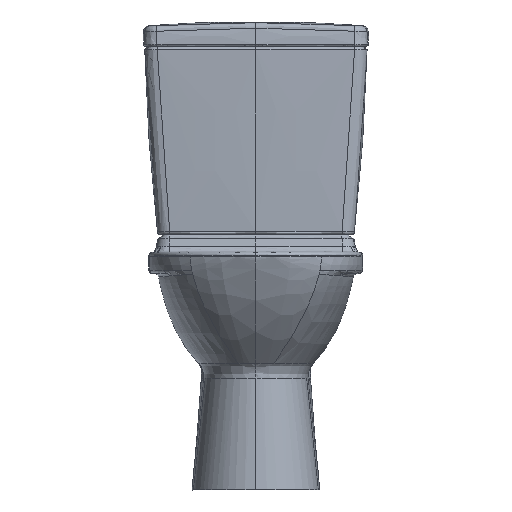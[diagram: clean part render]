
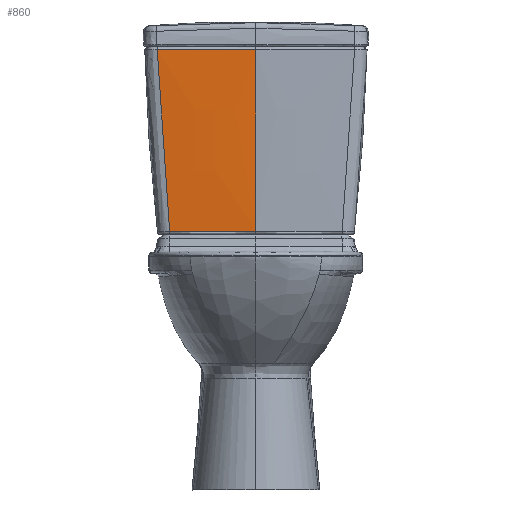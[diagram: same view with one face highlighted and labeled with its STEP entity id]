
A CAD part, front view. The second image highlights one B-rep face of the part: STEP entity #860.
In plain terms, the highlighted free-form (B-spline) face has degree [3, 3] with [4, 7] control points.
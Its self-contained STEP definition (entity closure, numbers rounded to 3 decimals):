
#239=B_SPLINE_SURFACE_WITH_KNOTS('',3,3,((#7733,#7734,#7735,#7736,#7737,
#7738,#7739),(#7740,#7741,#7742,#7743,#7744,#7745,#7746),(#7747,#7748,#7749,
#7750,#7751,#7752,#7753),(#7754,#7755,#7756,#7757,#7758,#7759,#7760)),
 .UNSPECIFIED.,.F.,.F.,.F.,(4,4),(4,1,1,1,4),(0.,1.),(0.,0.172,
0.343,0.515,1.),.UNSPECIFIED.);
#470=FACE_OUTER_BOUND('',#1297,.T.);
#860=ADVANCED_FACE('',(#470),#239,.T.);
#1297=EDGE_LOOP('',(#1899,#1900,#1901,#1902));
#1719=(
BOUNDED_CURVE()
B_SPLINE_CURVE(3,(#7487,#7488,#7489,#7490,#7491,#7492),.UNSPECIFIED.,.F.,
 .F.)
B_SPLINE_CURVE_WITH_KNOTS((4,2,4),(0.,0.5,1.),.UNSPECIFIED.)
CURVE()
GEOMETRIC_REPRESENTATION_ITEM()
RATIONAL_B_SPLINE_CURVE((1.,1.,1.,
1.,1.,1.))
REPRESENTATION_ITEM('')
);
#1899=ORIENTED_EDGE('',*,*,#4429,.T.);
#1900=ORIENTED_EDGE('',*,*,#4421,.F.);
#1901=ORIENTED_EDGE('',*,*,#4430,.T.);
#1902=ORIENTED_EDGE('',*,*,#4402,.F.);
#3807=VERTEX_POINT('',#6660);
#3811=VERTEX_POINT('',#6866);
#3822=VERTEX_POINT('',#7484);
#3823=VERTEX_POINT('',#7486);
#4402=EDGE_CURVE('',#3807,#3811,#5377,.T.);
#4421=EDGE_CURVE('',#3823,#3822,#1719,.T.);
#4429=EDGE_CURVE('',#3807,#3822,#5393,.T.);
#4430=EDGE_CURVE('',#3823,#3811,#5394,.T.);
#5377=B_SPLINE_CURVE_WITH_KNOTS('',3,(#6862,#6863,#6864,#6865),
 .UNSPECIFIED.,.F.,.F.,(4,4),(0.,1.),.UNSPECIFIED.);
#5393=B_SPLINE_CURVE_WITH_KNOTS('',3,(#7725,#7726,#7727,#7728),
 .UNSPECIFIED.,.F.,.F.,(4,4),(0.,1.),.UNSPECIFIED.);
#5394=B_SPLINE_CURVE_WITH_KNOTS('',3,(#7729,#7730,#7731,#7732),
 .UNSPECIFIED.,.F.,.F.,(4,4),(0.,1.),.UNSPECIFIED.);
#6660=CARTESIAN_POINT('',(-166.035,67.649,340.5));
#6862=CARTESIAN_POINT('',(-166.035,67.649,340.5));
#6863=CARTESIAN_POINT('',(-110.725,65.143,340.5));
#6864=CARTESIAN_POINT('',(-55.367,63.559,340.5));
#6865=CARTESIAN_POINT('',(0.,63.559,340.5));
#6866=CARTESIAN_POINT('',(0.,63.559,340.5));
#7484=CARTESIAN_POINT('',(-145.04,75.391,34.845));
#7486=CARTESIAN_POINT('',(0.,70.799,34.838));
#7487=CARTESIAN_POINT('',(0.,70.799,34.838));
#7488=CARTESIAN_POINT('',(-24.183,70.799,34.838));
#7489=CARTESIAN_POINT('',(-48.379,71.151,34.84));
#7490=CARTESIAN_POINT('',(-96.74,72.691,34.842));
#7491=CARTESIAN_POINT('',(-120.906,73.875,34.844));
#7492=CARTESIAN_POINT('',(-145.04,75.391,34.845));
#7725=CARTESIAN_POINT('',(-166.035,67.649,340.5));
#7726=CARTESIAN_POINT('',(-161.49,70.376,239.124));
#7727=CARTESIAN_POINT('',(-154.492,72.799,137.236));
#7728=CARTESIAN_POINT('',(-145.04,75.391,34.845));
#7729=CARTESIAN_POINT('',(0.,71.687,8.101));
#7730=CARTESIAN_POINT('',(0.,67.603,128.339));
#7731=CARTESIAN_POINT('',(0.,64.76,248.619));
#7732=CARTESIAN_POINT('',(0.,63.157,368.915));
#7733=CARTESIAN_POINT('',(0.,71.687,8.101));
#7734=CARTESIAN_POINT('',(-11.341,71.687,8.101));
#7735=CARTESIAN_POINT('',(-34.022,71.832,8.101));
#7736=CARTESIAN_POINT('',(-68.036,72.562,8.1));
#7737=CARTESIAN_POINT('',(-122.757,74.602,8.097));
#7738=CARTESIAN_POINT('',(-166.085,77.467,8.093));
#7739=CARTESIAN_POINT('',(-198.051,80.016,8.089));
#7740=CARTESIAN_POINT('',(0.,67.603,128.339));
#7741=CARTESIAN_POINT('',(-11.339,67.603,128.338));
#7742=CARTESIAN_POINT('',(-34.018,67.772,128.338));
#7743=CARTESIAN_POINT('',(-68.029,68.569,128.341));
#7744=CARTESIAN_POINT('',(-122.751,70.734,128.349));
#7745=CARTESIAN_POINT('',(-166.093,73.718,128.361));
#7746=CARTESIAN_POINT('',(-198.079,76.406,128.373));
#7747=CARTESIAN_POINT('',(0.,64.76,248.619));
#7748=CARTESIAN_POINT('',(-11.338,64.76,248.619));
#7749=CARTESIAN_POINT('',(-34.013,64.92,248.619));
#7750=CARTESIAN_POINT('',(-68.021,65.645,248.621));
#7751=CARTESIAN_POINT('',(-122.744,67.565,248.625));
#7752=CARTESIAN_POINT('',(-166.1,70.148,248.63));
#7753=CARTESIAN_POINT('',(-198.108,72.467,248.634));
#7754=CARTESIAN_POINT('',(0.,63.157,368.915));
#7755=CARTESIAN_POINT('',(-11.336,63.157,368.915));
#7756=CARTESIAN_POINT('',(-34.009,63.279,368.915));
#7757=CARTESIAN_POINT('',(-68.013,63.793,368.914));
#7758=CARTESIAN_POINT('',(-122.737,65.095,368.913));
#7759=CARTESIAN_POINT('',(-166.108,66.756,368.911));
#7760=CARTESIAN_POINT('',(-198.138,68.198,368.909));
